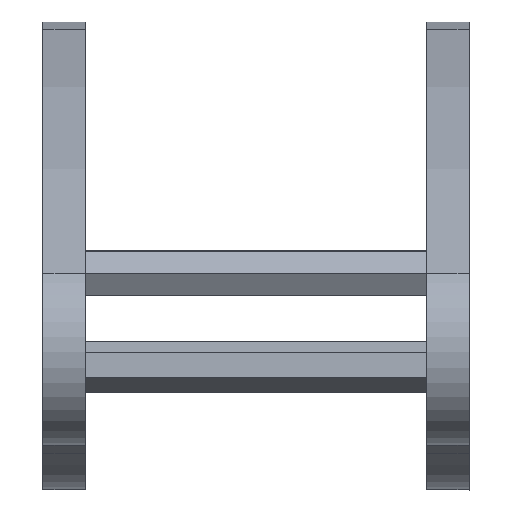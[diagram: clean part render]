
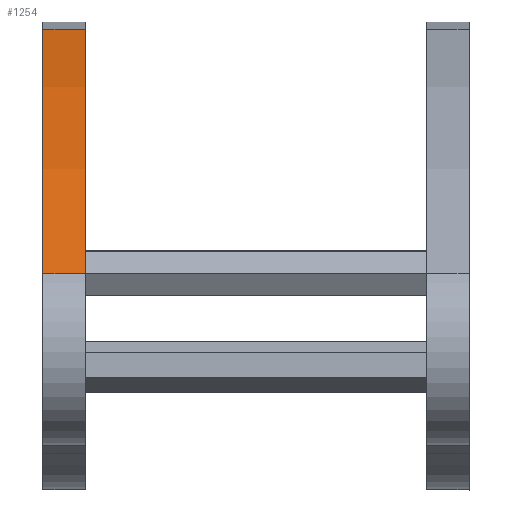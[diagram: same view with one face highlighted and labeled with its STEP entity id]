
A CAD part, left-side view. The second image highlights one B-rep face of the part: STEP entity #1254.
In plain terms, the highlighted cylindrical face has radius 200 mm (diameter 400 mm), a partial arc.
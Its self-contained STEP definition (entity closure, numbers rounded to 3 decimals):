
#120 = CARTESIAN_POINT ( 'NONE',  ( 60.695, 47.795, 47.576 ) ) ;
#300 = DIRECTION ( 'NONE',  ( 0., -1., 0. ) ) ;
#400 = CYLINDRICAL_SURFACE ( 'NONE', #2152, 200. ) ;
#408 = DIRECTION ( 'NONE',  ( 0.075, 0., 0.997 ) ) ;
#494 = CARTESIAN_POINT ( 'NONE',  ( -6.901, 47.795, 18.923 ) ) ;
#509 = ORIENTED_EDGE ( 'NONE', *, *, #1548, .T. ) ;
#516 = LINE ( 'NONE', #1551, #816 ) ;
#521 = DIRECTION ( 'NONE',  ( 0., 1., 0. ) ) ;
#570 = VERTEX_POINT ( 'NONE', #1446 ) ;
#714 = DIRECTION ( 'NONE',  ( 0.075, 0., 0.997 ) ) ;
#724 = DIRECTION ( 'NONE',  ( -0.075, 0., -0.997 ) ) ;
#816 = VECTOR ( 'NONE', #300, 1000. ) ;
#916 = DIRECTION ( 'NONE',  ( 0., -1., 0. ) ) ;
#992 = EDGE_CURVE ( 'NONE', #570, #1943, #1278, .T. ) ;
#1015 = ORIENTED_EDGE ( 'NONE', *, *, #992, .F. ) ;
#1044 = LINE ( 'NONE', #1249, #1796 ) ;
#1047 = AXIS2_PLACEMENT_3D ( 'NONE', #1604, #521, #714 ) ;
#1067 = ORIENTED_EDGE ( 'NONE', *, *, #1522, .F. ) ;
#1095 = VERTEX_POINT ( 'NONE', #494 ) ;
#1222 = EDGE_CURVE ( 'NONE', #1095, #2281, #1956, .T. ) ;
#1249 = CARTESIAN_POINT ( 'NONE',  ( 60.695, 52.795, 47.576 ) ) ;
#1254 = ADVANCED_FACE ( 'NONE', ( #1832 ), #400, .T. ) ;
#1278 = CIRCLE ( 'NONE', #1047, 200. ) ;
#1373 = CARTESIAN_POINT ( 'NONE',  ( 60.695, 52.795, 47.576 ) ) ;
#1446 = CARTESIAN_POINT ( 'NONE',  ( -6.901, 52.795, 18.923 ) ) ;
#1522 = EDGE_CURVE ( 'NONE', #1943, #2281, #1044, .T. ) ;
#1548 = EDGE_CURVE ( 'NONE', #570, #1095, #516, .T. ) ;
#1551 = CARTESIAN_POINT ( 'NONE',  ( -6.901, 52.795, 18.923 ) ) ;
#1604 = CARTESIAN_POINT ( 'NONE',  ( 103.624, 52.795, -147.763 ) ) ;
#1796 = VECTOR ( 'NONE', #2096, 1000. ) ;
#1810 = CARTESIAN_POINT ( 'NONE',  ( 103.624, 52.795, -147.763 ) ) ;
#1832 = FACE_OUTER_BOUND ( 'NONE', #2075, .T. ) ;
#1848 = AXIS2_PLACEMENT_3D ( 'NONE', #2215, #2207, #408 ) ;
#1943 = VERTEX_POINT ( 'NONE', #1373 ) ;
#1956 = CIRCLE ( 'NONE', #1848, 200. ) ;
#1992 = ORIENTED_EDGE ( 'NONE', *, *, #1222, .T. ) ;
#2075 = EDGE_LOOP ( 'NONE', ( #1992, #1067, #1015, #509 ) ) ;
#2096 = DIRECTION ( 'NONE',  ( 0., -1., 0. ) ) ;
#2152 = AXIS2_PLACEMENT_3D ( 'NONE', #1810, #916, #724 ) ;
#2207 = DIRECTION ( 'NONE',  ( 0., 1., 0. ) ) ;
#2215 = CARTESIAN_POINT ( 'NONE',  ( 103.624, 47.795, -147.763 ) ) ;
#2281 = VERTEX_POINT ( 'NONE', #120 ) ;
